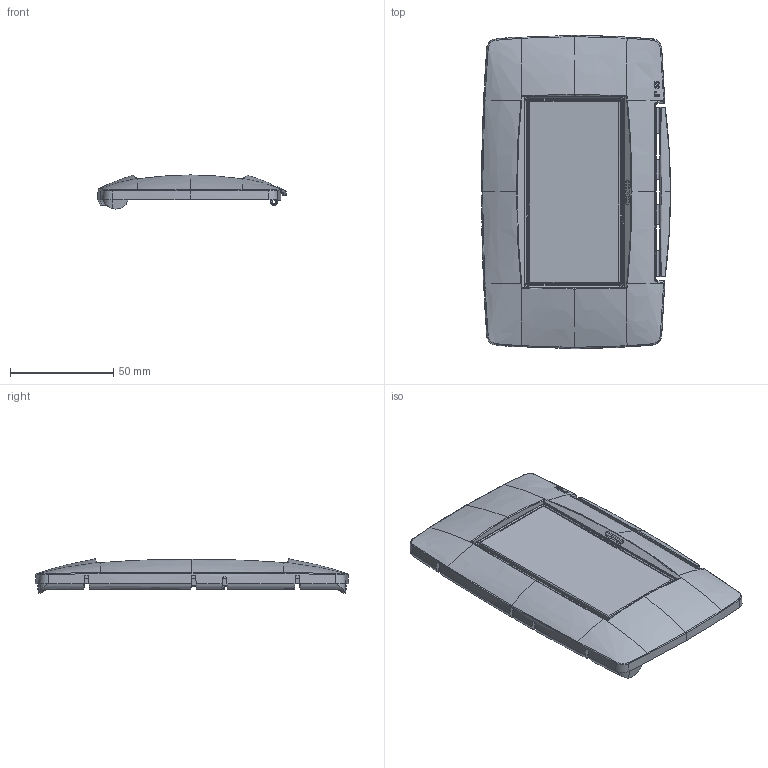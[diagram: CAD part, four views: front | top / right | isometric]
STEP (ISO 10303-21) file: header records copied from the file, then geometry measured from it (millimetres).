
FILE_DESCRIPTION(('CATIA V5 STEP Exchange','CAx-IF Rec.Pracs.--- Model Styling and Organization---1.4--- 2014-01-23'),'2;1');
FILE_NAME('GW16704 TN - PLACCA STAGNA IP55 CHORUS.stp','2019-10-30T13:12:59+00:00',('none'),('none'),'CATIA Version 5-6 Release 2016 SP4','CATIA V5 STEP AP214','none');
FILE_SCHEMA(('AUTOMOTIVE_DESIGN { 1 0 10303 214 1 1 1 1 }'));
Products named in the file (3): AS.PORTELLA PLACCHE STAGNE 4P CHORUS; PORTELLA PLACCHE STAGNE 4P CHORUS; MEMBRANA PLACCA STAGNA 4P
Assembly tree (2 placements, depth 2):
  AS.PORTELLA PLACCHE STAGNE 4P CHORUS
    PORTELLA PLACCHE STAGNE 4P CHORUS
    MEMBRANA PLACCA STAGNA 4P
Bounding box: 91.72 x 152 x 16.52 mm (x, y, z)
Volume: 49928.3 mm3; surface area: 64766 mm2
Topology: 2 solids, 52 shells, 2501 faces, 6449 edges, 4009 vertices
Faces by surface type: bspline 1170, plane 640, cylinder 413, cone 121, torus 111, sphere 44, extrusion 2
Entity records: 146035 total; most frequent: CARTESIAN_POINT 99099, ORIENTED_EDGE 12754, EDGE_CURVE 6377, B_SPLINE_CURVE_WITH_KNOTS 4263, DIRECTION 4218, VERTEX_POINT 4009, EDGE_LOOP 2574, ADVANCED_FACE 2501
